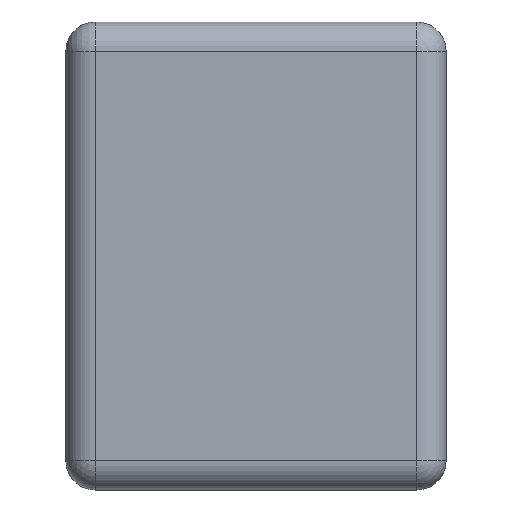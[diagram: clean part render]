
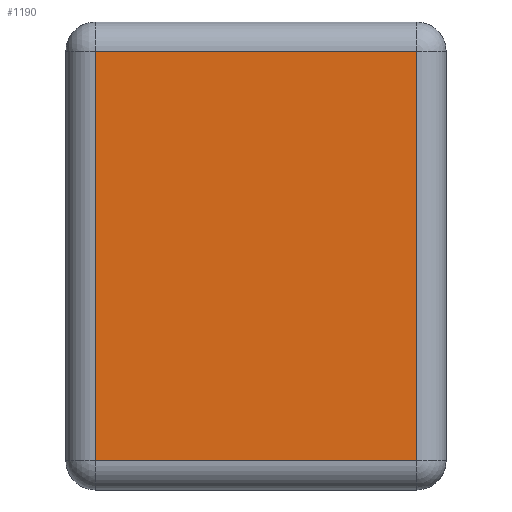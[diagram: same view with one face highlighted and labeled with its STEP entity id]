
A CAD part, left-side view. The second image highlights one B-rep face of the part: STEP entity #1190.
In plain terms, the highlighted planar face has unit normal (-1, 0, 0).
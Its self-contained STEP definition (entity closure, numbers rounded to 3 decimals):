
#10 = VERTEX_POINT ( 'NONE', #1289 ) ;
#13 = EDGE_CURVE ( 'NONE', #681, #746, #1027, .T. ) ;
#28 = EDGE_CURVE ( 'NONE', #746, #1745, #61, .T. ) ;
#29 = CARTESIAN_POINT ( 'NONE',  ( -0.8, 0.05, -0.35 ) ) ;
#61 = LINE ( 'NONE', #469, #203 ) ;
#125 = AXIS2_PLACEMENT_3D ( 'NONE', #297, #169, #1390 ) ;
#169 = DIRECTION ( 'NONE',  ( 1., 0., 0. ) ) ;
#191 = CARTESIAN_POINT ( 'NONE',  ( -0.8, 0.05, 0.35 ) ) ;
#203 = VECTOR ( 'NONE', #1017, 1000. ) ;
#224 = EDGE_LOOP ( 'NONE', ( #1025, #1574, #941, #1691 ) ) ;
#297 = CARTESIAN_POINT ( 'NONE',  ( -0.8, 0.65, 0.4 ) ) ;
#358 = DIRECTION ( 'NONE',  ( 0., -1., 0. ) ) ;
#421 = PLANE ( 'NONE',  #125 ) ;
#469 = CARTESIAN_POINT ( 'NONE',  ( -0.8, 0.65, 0.35 ) ) ;
#511 = CARTESIAN_POINT ( 'NONE',  ( -0.8, 0.6, 0.4 ) ) ;
#548 = FACE_OUTER_BOUND ( 'NONE', #224, .T. ) ;
#681 = VERTEX_POINT ( 'NONE', #29 ) ;
#698 = VECTOR ( 'NONE', #1441, 1000. ) ;
#721 = EDGE_CURVE ( 'NONE', #10, #681, #1059, .T. ) ;
#738 = CARTESIAN_POINT ( 'NONE',  ( -0.8, 0.05, 0.4 ) ) ;
#746 = VERTEX_POINT ( 'NONE', #191 ) ;
#800 = EDGE_CURVE ( 'NONE', #1745, #10, #1196, .T. ) ;
#941 = ORIENTED_EDGE ( 'NONE', *, *, #800, .T. ) ;
#1017 = DIRECTION ( 'NONE',  ( 0., 1., 0. ) ) ;
#1025 = ORIENTED_EDGE ( 'NONE', *, *, #13, .T. ) ;
#1027 = LINE ( 'NONE', #738, #1123 ) ;
#1059 = LINE ( 'NONE', #1594, #1499 ) ;
#1123 = VECTOR ( 'NONE', #1569, 1000. ) ;
#1190 = ADVANCED_FACE ( 'NONE', ( #548 ), #421, .F. ) ;
#1196 = LINE ( 'NONE', #511, #698 ) ;
#1289 = CARTESIAN_POINT ( 'NONE',  ( -0.8, 0.6, -0.35 ) ) ;
#1350 = CARTESIAN_POINT ( 'NONE',  ( -0.8, 0.6, 0.35 ) ) ;
#1390 = DIRECTION ( 'NONE',  ( 0., 0., -1. ) ) ;
#1441 = DIRECTION ( 'NONE',  ( 0., 0., -1. ) ) ;
#1499 = VECTOR ( 'NONE', #358, 1000. ) ;
#1569 = DIRECTION ( 'NONE',  ( 0., 0., 1. ) ) ;
#1574 = ORIENTED_EDGE ( 'NONE', *, *, #28, .T. ) ;
#1594 = CARTESIAN_POINT ( 'NONE',  ( -0.8, 0.65, -0.35 ) ) ;
#1691 = ORIENTED_EDGE ( 'NONE', *, *, #721, .T. ) ;
#1745 = VERTEX_POINT ( 'NONE', #1350 ) ;
